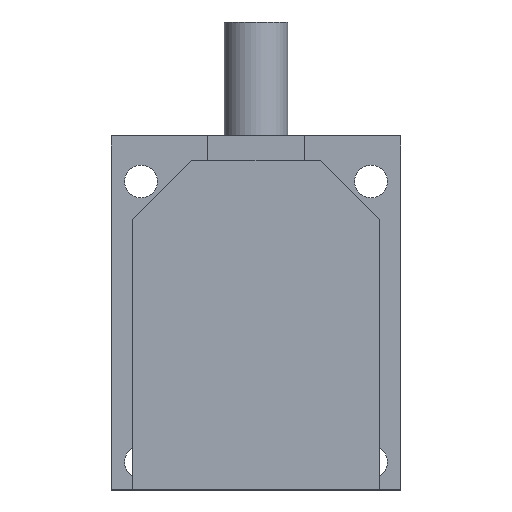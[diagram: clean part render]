
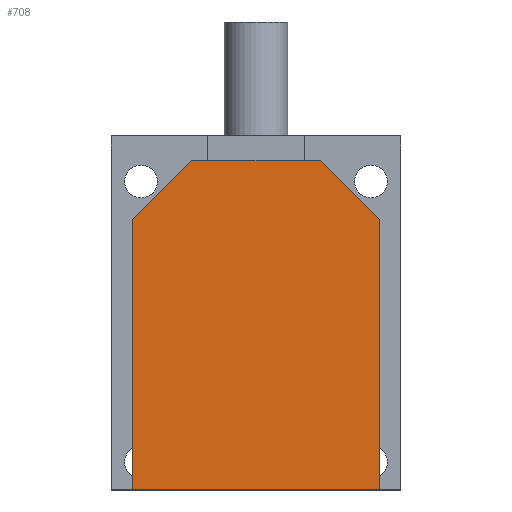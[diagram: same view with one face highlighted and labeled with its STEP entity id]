
A CAD part, top view. The second image highlights one B-rep face of the part: STEP entity #708.
In plain terms, the highlighted planar face has unit normal (0, 0, 1).
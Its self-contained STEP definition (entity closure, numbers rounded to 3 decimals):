
#38=PLANE('',#764);
#68=FACE_OUTER_BOUND('',#103,.T.);
#103=EDGE_LOOP('',(#522,#523,#524,#525,#526,#527,#528,#529));
#134=LINE('',#994,#211);
#154=LINE('',#1033,#231);
#155=LINE('',#1036,#232);
#160=LINE('',#1045,#237);
#162=LINE('',#1050,#239);
#166=LINE('',#1059,#243);
#168=LINE('',#1062,#245);
#169=LINE('',#1063,#246);
#211=VECTOR('',#813,10.);
#231=VECTOR('',#847,10.);
#232=VECTOR('',#850,10.);
#237=VECTOR('',#857,10.);
#239=VECTOR('',#861,10.);
#243=VECTOR('',#867,10.);
#245=VECTOR('',#871,10.);
#246=VECTOR('',#872,10.);
#307=VERTEX_POINT('',#992);
#308=VERTEX_POINT('',#993);
#320=VERTEX_POINT('',#1031);
#321=VERTEX_POINT('',#1035);
#324=VERTEX_POINT('',#1043);
#326=VERTEX_POINT('',#1049);
#329=VERTEX_POINT('',#1056);
#330=VERTEX_POINT('',#1058);
#372=EDGE_CURVE('',#307,#308,#134,.T.);
#392=EDGE_CURVE('',#308,#320,#154,.T.);
#393=EDGE_CURVE('',#321,#307,#155,.T.);
#398=EDGE_CURVE('',#320,#324,#160,.T.);
#400=EDGE_CURVE('',#326,#321,#162,.T.);
#404=EDGE_CURVE('',#330,#329,#166,.T.);
#406=EDGE_CURVE('',#329,#326,#168,.T.);
#407=EDGE_CURVE('',#324,#330,#169,.T.);
#522=ORIENTED_EDGE('',*,*,#404,.T.);
#523=ORIENTED_EDGE('',*,*,#406,.T.);
#524=ORIENTED_EDGE('',*,*,#400,.T.);
#525=ORIENTED_EDGE('',*,*,#393,.T.);
#526=ORIENTED_EDGE('',*,*,#372,.T.);
#527=ORIENTED_EDGE('',*,*,#392,.T.);
#528=ORIENTED_EDGE('',*,*,#398,.T.);
#529=ORIENTED_EDGE('',*,*,#407,.T.);
#708=ADVANCED_FACE('',(#68),#38,.T.);
#764=AXIS2_PLACEMENT_3D('',#1061,#869,#870);
#813=DIRECTION('',(-1.,0.,0.));
#847=DIRECTION('',(-1.,0.,0.));
#850=DIRECTION('',(-1.,0.,0.));
#857=DIRECTION('',(-0.707,-0.707,0.));
#861=DIRECTION('',(-0.707,0.707,0.));
#867=DIRECTION('',(1.,0.,0.));
#869=DIRECTION('center_axis',(0.,0.,1.));
#870=DIRECTION('ref_axis',(1.,0.,0.));
#871=DIRECTION('',(0.,1.,0.));
#872=DIRECTION('',(0.,-1.,0.));
#992=CARTESIAN_POINT('',(4.75,15.1,9.2));
#993=CARTESIAN_POINT('',(-4.75,15.1,9.2));
#994=CARTESIAN_POINT('',(6.4,15.1,9.2));
#1031=CARTESIAN_POINT('',(-6.4,15.1,9.2));
#1033=CARTESIAN_POINT('',(6.4,15.1,9.2));
#1035=CARTESIAN_POINT('',(6.4,15.1,9.2));
#1036=CARTESIAN_POINT('',(6.4,15.1,9.2));
#1043=CARTESIAN_POINT('',(-12.25,9.25,9.2));
#1045=CARTESIAN_POINT('',(-6.4,15.1,9.2));
#1049=CARTESIAN_POINT('',(12.25,9.25,9.2));
#1050=CARTESIAN_POINT('',(12.25,9.25,9.2));
#1056=CARTESIAN_POINT('',(12.25,-17.5,9.2));
#1058=CARTESIAN_POINT('',(-12.25,-17.5,9.2));
#1059=CARTESIAN_POINT('',(-12.25,-17.5,9.2));
#1061=CARTESIAN_POINT('Origin',(0.,-2.373,9.2));
#1062=CARTESIAN_POINT('',(12.25,-17.5,9.2));
#1063=CARTESIAN_POINT('',(-12.25,9.25,9.2));
